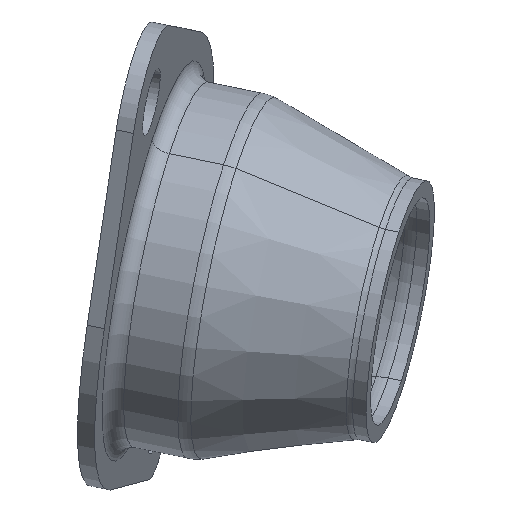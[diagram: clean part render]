
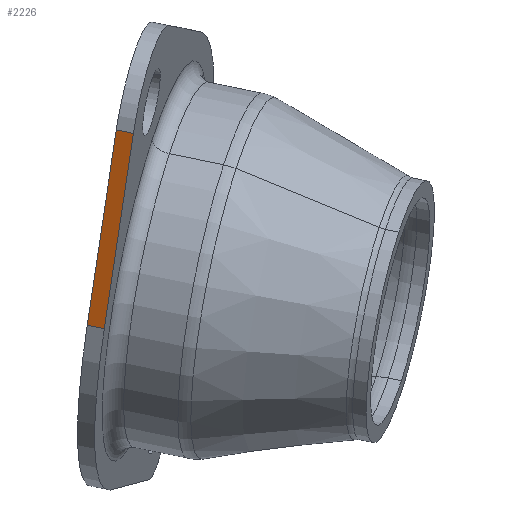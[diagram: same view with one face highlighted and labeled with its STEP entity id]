
A CAD part, left-side view. The second image highlights one B-rep face of the part: STEP entity #2226.
In plain terms, the highlighted planar face has unit normal (-0.933, 0.213, -0.289).
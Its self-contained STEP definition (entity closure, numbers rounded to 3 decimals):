
#569 = PLANE('',#570);
#570 = AXIS2_PLACEMENT_3D('',#571,#572,#573);
#571 = CARTESIAN_POINT('',(1.225,9.331,2.151)
  );
#572 = DIRECTION('',(-0.159,-0.967,-0.199));
#573 = DIRECTION('',(-0.804,0.01,0.594)
  );
#709 = VERTEX_POINT('',#710);
#710 = CARTESIAN_POINT('',(-31.363,16.785,
    -7.959));
#727 = CYLINDRICAL_SURFACE('',#728,34.925);
#728 = AXIS2_PLACEMENT_3D('',#729,#730,#731);
#729 = CARTESIAN_POINT('',(1.646,11.884,2.676)
  );
#730 = DIRECTION('',(0.159,0.967,0.199));
#731 = DIRECTION('',(-0.573,0.255,-0.779));
#761 = EDGE_CURVE('',#709,#762,#764,.T.);
#762 = VERTEX_POINT('',#763);
#763 = CARTESIAN_POINT('',(-41.411,12.435,
    21.221));
#764 = SURFACE_CURVE('',#765,(#769,#776),.PCURVE_S1.);
#765 = LINE('',#766,#767);
#766 = CARTESIAN_POINT('',(-31.363,16.785,
    -7.959));
#767 = VECTOR('',#768,1.);
#768 = DIRECTION('',(-0.322,-0.14,0.936));
#769 = PCURVE('',#569,#770);
#770 = DEFINITIONAL_REPRESENTATION('',(#771),#775);
#771 = LINE('',#772,#773);
#772 = CARTESIAN_POINT('',(20.277,28.436));
#773 = VECTOR('',#774,1.);
#774 = DIRECTION('',(0.814,-0.581));
#775 = ( GEOMETRIC_REPRESENTATION_CONTEXT(2) 
PARAMETRIC_REPRESENTATION_CONTEXT() REPRESENTATION_CONTEXT('2D SPACE',''
  ) );
#776 = PCURVE('',#777,#782);
#777 = PLANE('',#778);
#778 = AXIS2_PLACEMENT_3D('',#779,#780,#781);
#779 = CARTESIAN_POINT('',(-30.942,19.338,
    -7.434));
#780 = DIRECTION('',(-0.933,0.213,-0.289));
#781 = DIRECTION('',(-0.322,-0.14,0.936));
#782 = DEFINITIONAL_REPRESENTATION('',(#783),#787);
#783 = LINE('',#784,#785);
#784 = CARTESIAN_POINT('',(0.,-2.64));
#785 = VECTOR('',#786,1.);
#786 = DIRECTION('',(1.,0.));
#787 = ( GEOMETRIC_REPRESENTATION_CONTEXT(2) 
PARAMETRIC_REPRESENTATION_CONTEXT() REPRESENTATION_CONTEXT('2D SPACE',''
  ) );
#810 = CYLINDRICAL_SURFACE('',#811,12.7);
#811 = AXIS2_PLACEMENT_3D('',#812,#813,#814);
#812 = CARTESIAN_POINT('',(-29.14,12.277,
    25.423));
#813 = DIRECTION('',(0.159,0.967,0.199));
#814 = DIRECTION('',(-0.573,0.255,-0.779));
#1304 = PLANE('',#1305);
#1305 = AXIS2_PLACEMENT_3D('',#1306,#1307,#1308);
#1306 = CARTESIAN_POINT('',(1.646,11.884,2.676
    ));
#1307 = DIRECTION('',(0.159,0.967,0.199));
#1308 = DIRECTION('',(-0.573,0.255,-0.779));
#1451 = VERTEX_POINT('',#1452);
#1452 = CARTESIAN_POINT('',(-30.942,19.338,
    -7.434));
#1668 = VERTEX_POINT('',#1669);
#1669 = CARTESIAN_POINT('',(-40.99,14.988,
    21.747));
#1713 = EDGE_CURVE('',#1451,#1668,#1714,.T.);
#1714 = SURFACE_CURVE('',#1715,(#1719,#1726),.PCURVE_S1.);
#1715 = LINE('',#1716,#1717);
#1716 = CARTESIAN_POINT('',(-30.942,19.338,
    -7.434));
#1717 = VECTOR('',#1718,1.);
#1718 = DIRECTION('',(-0.322,-0.14,0.936));
#1719 = PCURVE('',#1304,#1720);
#1720 = DEFINITIONAL_REPRESENTATION('',(#1721),#1725);
#1721 = LINE('',#1722,#1723);
#1722 = CARTESIAN_POINT('',(28.436,20.277));
#1723 = VECTOR('',#1724,1.);
#1724 = DIRECTION('',(-0.581,0.814));
#1725 = ( GEOMETRIC_REPRESENTATION_CONTEXT(2) 
PARAMETRIC_REPRESENTATION_CONTEXT() REPRESENTATION_CONTEXT('2D SPACE',''
  ) );
#1726 = PCURVE('',#777,#1727);
#1727 = DEFINITIONAL_REPRESENTATION('',(#1728),#1732);
#1728 = LINE('',#1729,#1730);
#1729 = CARTESIAN_POINT('',(0.,0.));
#1730 = VECTOR('',#1731,1.);
#1731 = DIRECTION('',(1.,0.));
#1732 = ( GEOMETRIC_REPRESENTATION_CONTEXT(2) 
PARAMETRIC_REPRESENTATION_CONTEXT() REPRESENTATION_CONTEXT('2D SPACE',''
  ) );
#2183 = EDGE_CURVE('',#1451,#709,#2184,.T.);
#2184 = SURFACE_CURVE('',#2185,(#2189,#2218),.PCURVE_S1.);
#2185 = LINE('',#2186,#2187);
#2186 = CARTESIAN_POINT('',(-30.942,19.338,
    -7.434));
#2187 = VECTOR('',#2188,1.);
#2188 = DIRECTION('',(-0.159,-0.967,-0.199));
#2189 = PCURVE('',#727,#2190);
#2190 = DEFINITIONAL_REPRESENTATION('',(#2191),#2217);
#2191 = B_SPLINE_CURVE_WITH_KNOTS('',3,(#2192,#2193,#2194,#2195,#2196,
    #2197,#2198,#2199,#2200,#2201,#2202,#2203,#2204,#2205,#2206,#2207,
    #2208,#2209,#2210,#2211,#2212,#2213,#2214,#2215,#2216),
  .UNSPECIFIED.,.F.,.F.,(4,1,1,1,1,1,1,1,1,1,1,1,1,1,1,1,1,1,1,1,1,1,4),
  (0.,0.12,0.24,0.36,0.48,0.6,0.72,0.84,0.96,1.08,1.2,1.32,1.44,1.56,
    1.68,1.8,1.92,2.04,2.16,2.28,2.4,2.52,2.64),.QUASI_UNIFORM_KNOTS.);
#2192 = CARTESIAN_POINT('',(6.903,0.));
#2193 = CARTESIAN_POINT('',(6.903,-0.04));
#2194 = CARTESIAN_POINT('',(6.903,-0.12));
#2195 = CARTESIAN_POINT('',(6.903,-0.24));
#2196 = CARTESIAN_POINT('',(6.903,-0.36));
#2197 = CARTESIAN_POINT('',(6.903,-0.48));
#2198 = CARTESIAN_POINT('',(6.903,-0.6));
#2199 = CARTESIAN_POINT('',(6.903,-0.72));
#2200 = CARTESIAN_POINT('',(6.903,-0.84));
#2201 = CARTESIAN_POINT('',(6.903,-0.96));
#2202 = CARTESIAN_POINT('',(6.903,-1.08));
#2203 = CARTESIAN_POINT('',(6.903,-1.2));
#2204 = CARTESIAN_POINT('',(6.903,-1.32));
#2205 = CARTESIAN_POINT('',(6.903,-1.44));
#2206 = CARTESIAN_POINT('',(6.903,-1.56));
#2207 = CARTESIAN_POINT('',(6.903,-1.68));
#2208 = CARTESIAN_POINT('',(6.903,-1.8));
#2209 = CARTESIAN_POINT('',(6.903,-1.92));
#2210 = CARTESIAN_POINT('',(6.903,-2.04));
#2211 = CARTESIAN_POINT('',(6.903,-2.16));
#2212 = CARTESIAN_POINT('',(6.903,-2.28));
#2213 = CARTESIAN_POINT('',(6.903,-2.4));
#2214 = CARTESIAN_POINT('',(6.903,-2.52));
#2215 = CARTESIAN_POINT('',(6.903,-2.6));
#2216 = CARTESIAN_POINT('',(6.903,-2.64));
#2217 = ( GEOMETRIC_REPRESENTATION_CONTEXT(2) 
PARAMETRIC_REPRESENTATION_CONTEXT() REPRESENTATION_CONTEXT('2D SPACE',''
  ) );
#2218 = PCURVE('',#777,#2219);
#2219 = DEFINITIONAL_REPRESENTATION('',(#2220),#2224);
#2220 = LINE('',#2221,#2222);
#2221 = CARTESIAN_POINT('',(0.,0.));
#2222 = VECTOR('',#2223,1.);
#2223 = DIRECTION('',(0.,-1.));
#2224 = ( GEOMETRIC_REPRESENTATION_CONTEXT(2) 
PARAMETRIC_REPRESENTATION_CONTEXT() REPRESENTATION_CONTEXT('2D SPACE',''
  ) );
#2226 = ADVANCED_FACE('',(#2227),#777,.T.);
#2227 = FACE_BOUND('',#2228,.F.);
#2228 = EDGE_LOOP('',(#2229,#2230,#2273,#2274));
#2229 = ORIENTED_EDGE('',*,*,#1713,.T.);
#2230 = ORIENTED_EDGE('',*,*,#2231,.T.);
#2231 = EDGE_CURVE('',#1668,#762,#2232,.T.);
#2232 = SURFACE_CURVE('',#2233,(#2237,#2244),.PCURVE_S1.);
#2233 = LINE('',#2234,#2235);
#2234 = CARTESIAN_POINT('',(-40.99,14.988,
    21.747));
#2235 = VECTOR('',#2236,1.);
#2236 = DIRECTION('',(-0.159,-0.967,-0.199));
#2237 = PCURVE('',#777,#2238);
#2238 = DEFINITIONAL_REPRESENTATION('',(#2239),#2243);
#2239 = LINE('',#2240,#2241);
#2240 = CARTESIAN_POINT('',(31.167,0.));
#2241 = VECTOR('',#2242,1.);
#2242 = DIRECTION('',(0.,-1.));
#2243 = ( GEOMETRIC_REPRESENTATION_CONTEXT(2) 
PARAMETRIC_REPRESENTATION_CONTEXT() REPRESENTATION_CONTEXT('2D SPACE',''
  ) );
#2244 = PCURVE('',#810,#2245);
#2245 = DEFINITIONAL_REPRESENTATION('',(#2246),#2272);
#2246 = B_SPLINE_CURVE_WITH_KNOTS('',3,(#2247,#2248,#2249,#2250,#2251,
    #2252,#2253,#2254,#2255,#2256,#2257,#2258,#2259,#2260,#2261,#2262,
    #2263,#2264,#2265,#2266,#2267,#2268,#2269,#2270,#2271),
  .UNSPECIFIED.,.F.,.F.,(4,1,1,1,1,1,1,1,1,1,1,1,1,1,1,1,1,1,1,1,1,1,4),
  (0.,0.12,0.24,0.36,0.48,0.6,0.72,0.84,0.96,1.08,1.2,1.32,1.44,1.56,
    1.68,1.8,1.92,2.04,2.16,2.28,2.4,2.52,2.64),.QUASI_UNIFORM_KNOTS.);
#2247 = CARTESIAN_POINT('',(0.619,0.));
#2248 = CARTESIAN_POINT('',(0.619,-0.04));
#2249 = CARTESIAN_POINT('',(0.619,-0.12));
#2250 = CARTESIAN_POINT('',(0.619,-0.24));
#2251 = CARTESIAN_POINT('',(0.619,-0.36));
#2252 = CARTESIAN_POINT('',(0.619,-0.48));
#2253 = CARTESIAN_POINT('',(0.619,-0.6));
#2254 = CARTESIAN_POINT('',(0.619,-0.72));
#2255 = CARTESIAN_POINT('',(0.619,-0.84));
#2256 = CARTESIAN_POINT('',(0.619,-0.96));
#2257 = CARTESIAN_POINT('',(0.619,-1.08));
#2258 = CARTESIAN_POINT('',(0.619,-1.2));
#2259 = CARTESIAN_POINT('',(0.619,-1.32));
#2260 = CARTESIAN_POINT('',(0.619,-1.44));
#2261 = CARTESIAN_POINT('',(0.619,-1.56));
#2262 = CARTESIAN_POINT('',(0.619,-1.68));
#2263 = CARTESIAN_POINT('',(0.619,-1.8));
#2264 = CARTESIAN_POINT('',(0.619,-1.92));
#2265 = CARTESIAN_POINT('',(0.619,-2.04));
#2266 = CARTESIAN_POINT('',(0.619,-2.16));
#2267 = CARTESIAN_POINT('',(0.619,-2.28));
#2268 = CARTESIAN_POINT('',(0.619,-2.4));
#2269 = CARTESIAN_POINT('',(0.619,-2.52));
#2270 = CARTESIAN_POINT('',(0.619,-2.6));
#2271 = CARTESIAN_POINT('',(0.619,-2.64));
#2272 = ( GEOMETRIC_REPRESENTATION_CONTEXT(2) 
PARAMETRIC_REPRESENTATION_CONTEXT() REPRESENTATION_CONTEXT('2D SPACE',''
  ) );
#2273 = ORIENTED_EDGE('',*,*,#761,.F.);
#2274 = ORIENTED_EDGE('',*,*,#2183,.F.);
